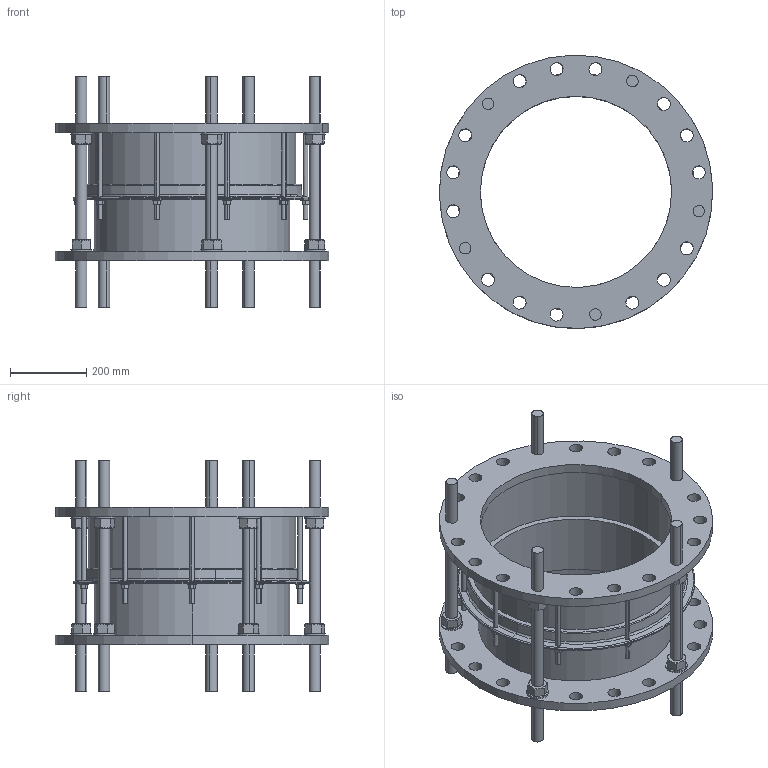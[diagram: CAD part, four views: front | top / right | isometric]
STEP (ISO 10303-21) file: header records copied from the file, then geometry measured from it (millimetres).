
FILE_DESCRIPTION (( 'STEP AP203' ), '1' );
FILE_NAME ('O_265_30_DN500_step.STEP', '2015-06-05T00:53:01', ( '' ), ( '' ), 'SwSTEP 2.0', 'SolidWorks 2012', '' );
FILE_SCHEMA (( 'CONFIG_CONTROL_DESIGN' ));
Length unit declared in the file: millimetre
Products named in the file (1): O_265_30_DN500_step
Bounding box: 715 x 715 x 605 mm (x, y, z)
Volume: 17263738.2 mm3; surface area: 2582390.4 mm2
Topology: 1 solids, 1 shells, 570 faces, 1415 edges, 893 vertices
Faces by surface type: plane 248, cylinder 212, cone 104, torus 6
Entity records: 19687 total; most frequent: CARTESIAN_POINT 6015, ORIENTED_EDGE 2830, DIRECTION 2806, EDGE_CURVE 1415, AXIS2_PLACEMENT_3D 1150, VERTEX_POINT 893, EDGE_LOOP 718, CIRCLE 579
